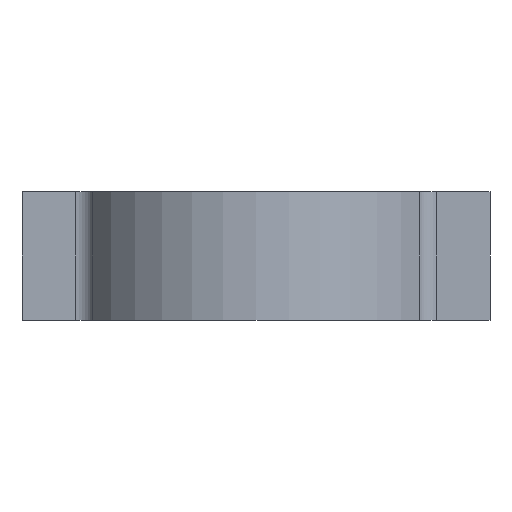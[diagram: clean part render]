
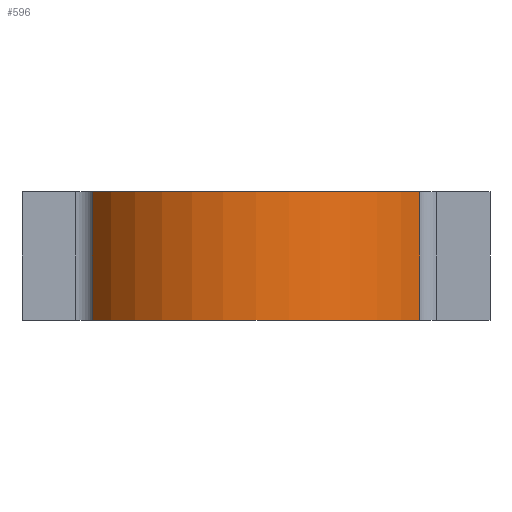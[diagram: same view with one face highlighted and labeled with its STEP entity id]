
A CAD part, front view. The second image highlights one B-rep face of the part: STEP entity #596.
In plain terms, the highlighted cylindrical face has radius 9.784 mm (diameter 19.568 mm), a partial arc.
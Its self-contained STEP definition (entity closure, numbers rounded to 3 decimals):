
#4 = EDGE_CURVE ( 'NONE', #664, #680, #901, .T. ) ;
#15 = DIRECTION ( 'NONE',  ( 0., 0., -1. ) ) ;
#74 = CYLINDRICAL_SURFACE ( 'NONE', #346, 9.784 ) ;
#75 = CARTESIAN_POINT ( 'NONE',  ( 0., 1.034, 0. ) ) ;
#82 = CARTESIAN_POINT ( 'NONE',  ( -8.397, -3.987, 6.6 ) ) ;
#150 = ORIENTED_EDGE ( 'NONE', *, *, #339, .F. ) ;
#168 = CARTESIAN_POINT ( 'NONE',  ( 8.397, -3.987, 6.6 ) ) ;
#173 = LINE ( 'NONE', #667, #838 ) ;
#174 = EDGE_CURVE ( 'NONE', #817, #680, #412, .T. ) ;
#176 = ORIENTED_EDGE ( 'NONE', *, *, #174, .F. ) ;
#204 = VECTOR ( 'NONE', #745, 1000. ) ;
#214 = CARTESIAN_POINT ( 'NONE',  ( 0., 1.034, 6.6 ) ) ;
#225 = CIRCLE ( 'NONE', #540, 9.784 ) ;
#282 = DIRECTION ( 'NONE',  ( 0., 0., -1. ) ) ;
#339 = EDGE_CURVE ( 'NONE', #358, #817, #173, .T. ) ;
#346 = AXIS2_PLACEMENT_3D ( 'NONE', #214, #359, #648 ) ;
#358 = VERTEX_POINT ( 'NONE', #168 ) ;
#359 = DIRECTION ( 'NONE',  ( 0., 0., -1. ) ) ;
#412 = CIRCLE ( 'NONE', #834, 9.784 ) ;
#438 = DIRECTION ( 'NONE',  ( 0., 0., 1. ) ) ;
#540 = AXIS2_PLACEMENT_3D ( 'NONE', #787, #438, #720 ) ;
#596 = ADVANCED_FACE ( 'NONE', ( #844 ), #74, .T. ) ;
#630 = CARTESIAN_POINT ( 'NONE',  ( -8.397, -3.987, 0. ) ) ;
#648 = DIRECTION ( 'NONE',  ( -1., 0., 0. ) ) ;
#663 = EDGE_CURVE ( 'NONE', #664, #358, #225, .T. ) ;
#664 = VERTEX_POINT ( 'NONE', #82 ) ;
#667 = CARTESIAN_POINT ( 'NONE',  ( 8.397, -3.987, 6.6 ) ) ;
#680 = VERTEX_POINT ( 'NONE', #630 ) ;
#707 = DIRECTION ( 'NONE',  ( -1., 0., 0. ) ) ;
#720 = DIRECTION ( 'NONE',  ( 1., 0., 0. ) ) ;
#745 = DIRECTION ( 'NONE',  ( 0., 0., -1. ) ) ;
#781 = ORIENTED_EDGE ( 'NONE', *, *, #4, .T. ) ;
#786 = ORIENTED_EDGE ( 'NONE', *, *, #663, .F. ) ;
#787 = CARTESIAN_POINT ( 'NONE',  ( 0., 1.034, 6.6 ) ) ;
#801 = CARTESIAN_POINT ( 'NONE',  ( 8.397, -3.987, 0. ) ) ;
#817 = VERTEX_POINT ( 'NONE', #801 ) ;
#829 = CARTESIAN_POINT ( 'NONE',  ( -8.397, -3.987, 6.6 ) ) ;
#834 = AXIS2_PLACEMENT_3D ( 'NONE', #75, #282, #707 ) ;
#838 = VECTOR ( 'NONE', #15, 1000. ) ;
#844 = FACE_OUTER_BOUND ( 'NONE', #853, .T. ) ;
#853 = EDGE_LOOP ( 'NONE', ( #176, #150, #786, #781 ) ) ;
#901 = LINE ( 'NONE', #829, #204 ) ;
